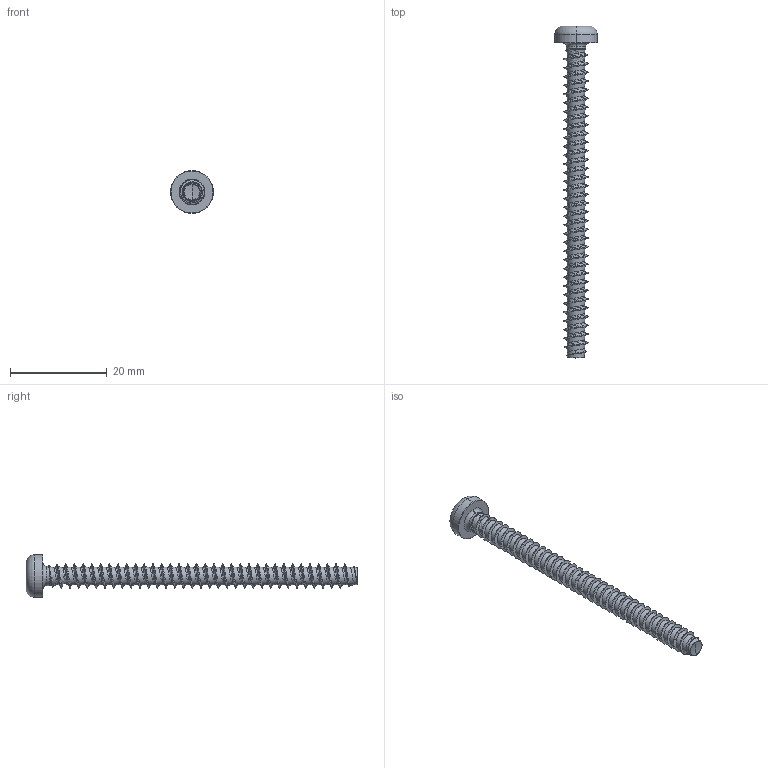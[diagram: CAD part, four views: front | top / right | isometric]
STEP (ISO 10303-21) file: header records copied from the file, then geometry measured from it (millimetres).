
FILE_DESCRIPTION (( 'STEP AP203' ), '1' );
FILE_NAME ('STP390500650.STEP', '2017-08-15T19:56:52', ( '' ), ( '' ), 'SwSTEP 2.0', 'SolidWorks 2015', '' );
FILE_SCHEMA (( 'CONFIG_CONTROL_DESIGN' ));
Products named in the file (1): STP390500650
Bounding box: 8.8 x 68.49 x 8.8 mm (x, y, z)
Volume: 921.8 mm3; surface area: 1432 mm2
Topology: 1 solids, 1 shells, 152 faces, 404 edges, 254 vertices
Faces by surface type: cylinder 95, bspline 35, cone 10, torus 6, sphere 4, plane 2
Entity records: 61229 total; most frequent: CARTESIAN_POINT 58018, ORIENTED_EDGE 804, DIRECTION 465, EDGE_CURVE 402, VERTEX_POINT 254, AXIS2_PLACEMENT_3D 178, B_SPLINE_CURVE_WITH_KNOTS 162, EDGE_LOOP 154
